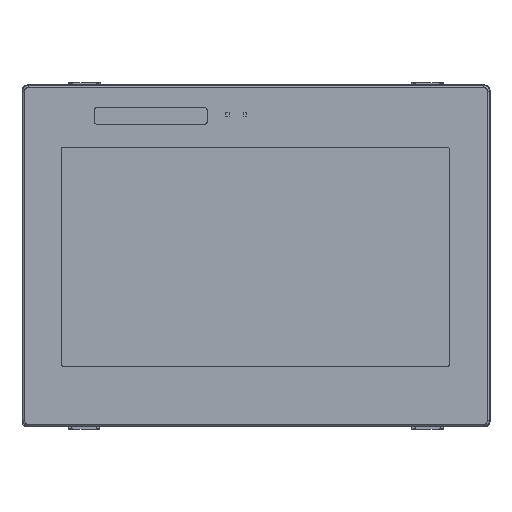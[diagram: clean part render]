
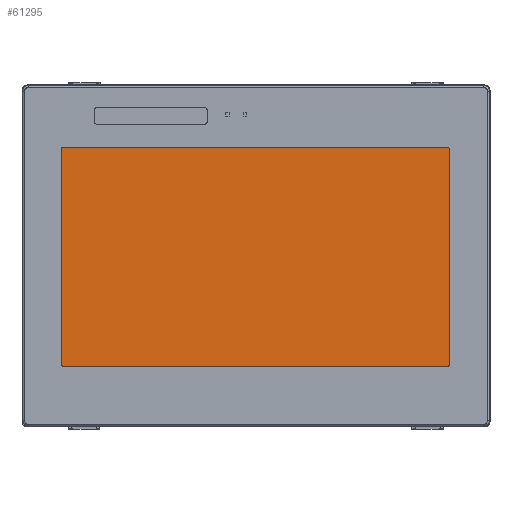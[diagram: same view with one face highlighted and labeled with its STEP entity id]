
A CAD part, top view. The second image highlights one B-rep face of the part: STEP entity #61295.
In plain terms, the highlighted planar face has unit normal (0, 0, 1).
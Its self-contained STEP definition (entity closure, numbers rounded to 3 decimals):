
#264 = LINE ( 'NONE', #71947, #94240 ) ;
#6198 = EDGE_CURVE ( 'NONE', #36123, #38522, #264, .T. ) ;
#6852 = VERTEX_POINT ( 'NONE', #104990 ) ;
#9685 = VERTEX_POINT ( 'NONE', #122366 ) ;
#12054 = CIRCLE ( 'NONE', #119075, 0.039 ) ;
#14313 = CARTESIAN_POINT ( 'NONE',  ( -4.36, -2.485, 1.167 ) ) ;
#19246 = CARTESIAN_POINT ( 'NONE',  ( 4.329, -2.446, 1.167 ) ) ;
#22049 = DIRECTION ( 'NONE',  ( -1., 0., 0. ) ) ;
#23828 = CARTESIAN_POINT ( 'NONE',  ( -4.36, 2.401, 1.167 ) ) ;
#24666 = EDGE_CURVE ( 'NONE', #75685, #59724, #91633, .T. ) ;
#25104 = CARTESIAN_POINT ( 'NONE',  ( -4.399, 2.401, 1.167 ) ) ;
#27696 = CARTESIAN_POINT ( 'NONE',  ( 4.329, 2.401, 1.167 ) ) ;
#28257 = DIRECTION ( 'NONE',  ( 1., 0., 0. ) ) ;
#29292 = EDGE_LOOP ( 'NONE', ( #80746, #153891, #58669, #137916, #85905, #91444, #131993, #72906 ) ) ;
#33737 = LINE ( 'NONE', #128799, #58562 ) ;
#36123 = VERTEX_POINT ( 'NONE', #146484 ) ;
#38065 = FACE_OUTER_BOUND ( 'NONE', #29292, .T. ) ;
#38522 = VERTEX_POINT ( 'NONE', #99201 ) ;
#38955 = EDGE_CURVE ( 'NONE', #95479, #102274, #64629, .T. ) ;
#40737 = CARTESIAN_POINT ( 'NONE',  ( -4.36, -2.446, 1.167 ) ) ;
#45681 = DIRECTION ( 'NONE',  ( 1., 0., 0. ) ) ;
#50543 = DIRECTION ( 'NONE',  ( 0., 0., 1. ) ) ;
#53185 = DIRECTION ( 'NONE',  ( 0., 0., 1. ) ) ;
#58562 = VECTOR ( 'NONE', #22049, 39.37 ) ;
#58669 = ORIENTED_EDGE ( 'NONE', *, *, #38955, .T. ) ;
#58994 = CARTESIAN_POINT ( 'NONE',  ( 4.329, -2.485, 1.167 ) ) ;
#59724 = VERTEX_POINT ( 'NONE', #58994 ) ;
#61295 = ADVANCED_FACE ( 'NONE', ( #38065 ), #85613, .T. ) ;
#64629 = CIRCLE ( 'NONE', #84549, 0.039 ) ;
#66775 = DIRECTION ( 'NONE',  ( 0., 0., 1. ) ) ;
#68454 = EDGE_CURVE ( 'NONE', #9685, #95479, #33737, .T. ) ;
#71343 = DIRECTION ( 'NONE',  ( 0., 0., 1. ) ) ;
#71947 = CARTESIAN_POINT ( 'NONE',  ( 4.369, -2.446, 1.167 ) ) ;
#72906 = ORIENTED_EDGE ( 'NONE', *, *, #6198, .T. ) ;
#73257 = CIRCLE ( 'NONE', #93208, 0.039 ) ;
#73676 = DIRECTION ( 'NONE',  ( 0., 0., 1. ) ) ;
#75103 = CARTESIAN_POINT ( 'NONE',  ( -4.36, 2.44, 1.167 ) ) ;
#75262 = CIRCLE ( 'NONE', #115101, 0.039 ) ;
#75685 = VERTEX_POINT ( 'NONE', #14313 ) ;
#80746 = ORIENTED_EDGE ( 'NONE', *, *, #125728, .T. ) ;
#81128 = AXIS2_PLACEMENT_3D ( 'NONE', #99666, #50543, #133138 ) ;
#81181 = EDGE_CURVE ( 'NONE', #59724, #36123, #12054, .T. ) ;
#82984 = VECTOR ( 'NONE', #151582, 39.37 ) ;
#84437 = DIRECTION ( 'NONE',  ( 0., 1., 0. ) ) ;
#84549 = AXIS2_PLACEMENT_3D ( 'NONE', #23828, #71343, #45681 ) ;
#85613 = PLANE ( 'NONE',  #81128 ) ;
#85905 = ORIENTED_EDGE ( 'NONE', *, *, #134561, .T. ) ;
#89885 = CARTESIAN_POINT ( 'NONE',  ( -4.399, 2.401, 1.167 ) ) ;
#91444 = ORIENTED_EDGE ( 'NONE', *, *, #24666, .T. ) ;
#91633 = LINE ( 'NONE', #112720, #82984 ) ;
#93208 = AXIS2_PLACEMENT_3D ( 'NONE', #27696, #73676, #119685 ) ;
#94240 = VECTOR ( 'NONE', #84437, 39.37 ) ;
#95479 = VERTEX_POINT ( 'NONE', #75103 ) ;
#99201 = CARTESIAN_POINT ( 'NONE',  ( 4.369, 2.401, 1.167 ) ) ;
#99666 = CARTESIAN_POINT ( 'NONE',  ( 4.329, 2.401, 1.167 ) ) ;
#102274 = VERTEX_POINT ( 'NONE', #25104 ) ;
#104990 = CARTESIAN_POINT ( 'NONE',  ( -4.399, -2.446, 1.167 ) ) ;
#112720 = CARTESIAN_POINT ( 'NONE',  ( -4.36, -2.485, 1.167 ) ) ;
#114338 = DIRECTION ( 'NONE',  ( 1., 0., 0. ) ) ;
#115101 = AXIS2_PLACEMENT_3D ( 'NONE', #40737, #53185, #28257 ) ;
#119075 = AXIS2_PLACEMENT_3D ( 'NONE', #19246, #66775, #114338 ) ;
#119685 = DIRECTION ( 'NONE',  ( 1., 0., 0. ) ) ;
#122366 = CARTESIAN_POINT ( 'NONE',  ( 4.329, 2.44, 1.167 ) ) ;
#125728 = EDGE_CURVE ( 'NONE', #38522, #9685, #73257, .T. ) ;
#127085 = EDGE_CURVE ( 'NONE', #102274, #6852, #138131, .T. ) ;
#128799 = CARTESIAN_POINT ( 'NONE',  ( 4.329, 2.44, 1.167 ) ) ;
#131993 = ORIENTED_EDGE ( 'NONE', *, *, #81181, .T. ) ;
#133138 = DIRECTION ( 'NONE',  ( 1., 0., 0. ) ) ;
#134561 = EDGE_CURVE ( 'NONE', #6852, #75685, #75262, .T. ) ;
#137916 = ORIENTED_EDGE ( 'NONE', *, *, #127085, .T. ) ;
#138131 = LINE ( 'NONE', #89885, #150697 ) ;
#146484 = CARTESIAN_POINT ( 'NONE',  ( 4.369, -2.446, 1.167 ) ) ;
#147513 = DIRECTION ( 'NONE',  ( 0., -1., 0. ) ) ;
#150697 = VECTOR ( 'NONE', #147513, 39.37 ) ;
#151582 = DIRECTION ( 'NONE',  ( 1., 0., 0. ) ) ;
#153891 = ORIENTED_EDGE ( 'NONE', *, *, #68454, .T. ) ;
